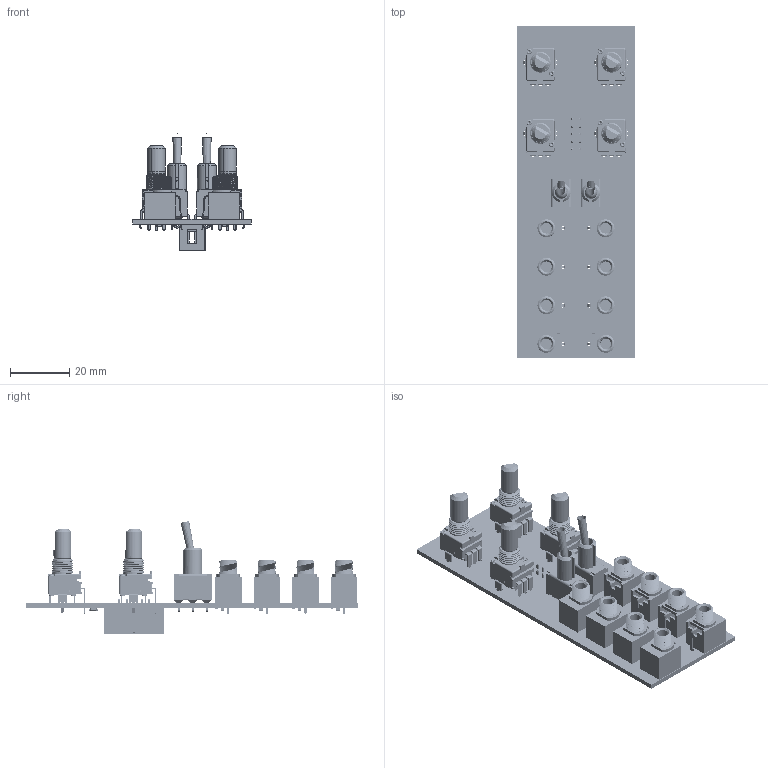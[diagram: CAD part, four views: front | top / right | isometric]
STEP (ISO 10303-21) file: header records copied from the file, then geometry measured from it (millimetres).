
FILE_DESCRIPTION(('Open CASCADE Model'),'2;1');
FILE_NAME('Open CASCADE Shape Model','2021-10-02T18:07:08',('Author'),( 'Open CASCADE'),'Open CASCADE STEP processor 6.8','Open CASCADE 6.8' ,'Unknown');
FILE_SCHEMA(('AUTOMOTIVE_DESIGN { 1 0 10303 214 1 1 1 1 }'));
Length unit declared in the file: millimetre
Products named in the file (68): PCB; Board; C1; C0805_085; C2; C3; C0603_090; C4; C5; C6; C7; C8; C9; C10; C11; C12; C13; C14; H1; 30310-6002_RGB8421504; J1; PJ301M-12_Thonkiconn_v0.2; J2; J3; J4; J5; J6; R1; P0915N-FC15AR50K; 15385; 13249; 13258; 13150; 13156-1; 13259-1; 13169; 13484-1; 132510; 13250; R2 ...
Assembly tree (148 placements, depth 4):
  PCB
    Board
    C1
      C0805_085
      C0805_085
      C0805_085
    C2
      C0805_085
      C0805_085
      C0805_085
    C3
      C0603_090
      C0603_090
      C0603_090
    C4
      C0805_085
      C0805_085
      C0805_085
    C5
      C0603_090
      C0603_090
      C0603_090
    C6
      C0805_085
      C0805_085
      C0805_085
    C7
      C0603_090
      C0603_090
      C0603_090
    C8
      C0805_085
      C0805_085
      C0805_085
    C9
      C0603_090
      C0603_090
      C0603_090
    C10
      C0805_085
      C0805_085
      C0805_085
    C11
      C0603_090
      C0603_090
      C0603_090
    C12
      C0805_085
      C0805_085
      C0805_085
    C13
      C0603_090
      C0603_090
      C0603_090
    C14
      C0805_085
      C0805_085
      C0805_085
    H1
      30310-6002_RGB8421504
Bounding box: 40 x 112 x 39.41 mm (x, y, z)
Volume: 17700.1 mm3; surface area: 31713.9 mm2
Topology: 135 solids, 143 shells, 4222 faces, 10764 edges, 6720 vertices
Faces by surface type: plane 2485, cylinder 1331, sphere 178, torus 96, cone 90, bspline 42
Full cylindrical faces by diameter (mm): 1 x22, 1.65 x2, 2.2 x8, 3.6 x8, 3.966 x8, 4.2 x2
Entity records: 47220 total; most frequent: CARTESIAN_POINT 10092, DIRECTION 6870, ORIENTED_EDGE 6580, EDGE_CURVE 3290, LINE 2400, VECTOR 2400, AXIS2_PLACEMENT_3D 2235, VERTEX_POINT 2102
